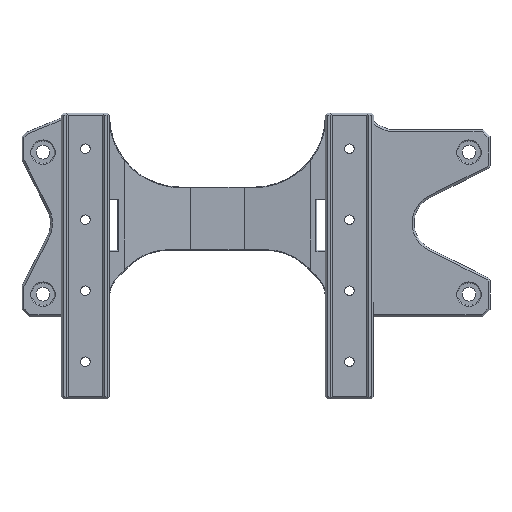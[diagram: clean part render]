
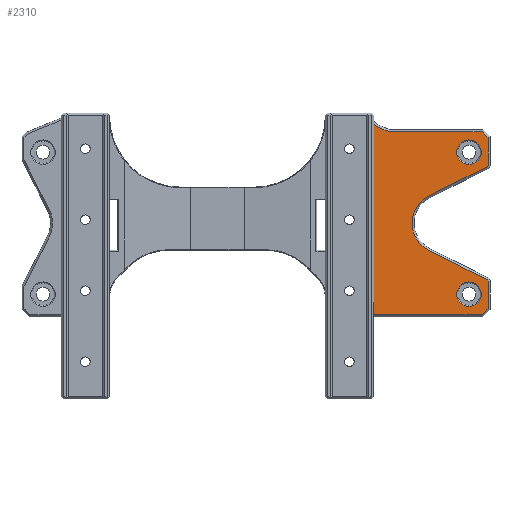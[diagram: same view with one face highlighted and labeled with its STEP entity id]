
A CAD part, top view. The second image highlights one B-rep face of the part: STEP entity #2310.
In plain terms, the highlighted planar face has unit normal (0, 0, 1).
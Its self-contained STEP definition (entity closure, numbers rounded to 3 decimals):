
#1835=CARTESIAN_POINT('',(365.8,353.724,11.386));
#1836=VERTEX_POINT('',#1835);
#1845=CARTESIAN_POINT('',(366.868,352.656,11.386));
#1846=VERTEX_POINT('',#1845);
#1847=CARTESIAN_POINT('',(366.868,352.656,11.386));
#1848=DIRECTION('',(-0.707,0.707,-0.));
#1849=VECTOR('',#1848,1.51);
#1850=LINE('',#1847,#1849);
#1851=EDGE_CURVE('',#1846,#1836,#1850,.T.);
#2159=CARTESIAN_POINT('',(459.1,320.864,11.386));
#2160=DIRECTION('',(0.,-0.,-1.));
#2161=DIRECTION('',(0.,1.,-0.));
#2162=AXIS2_PLACEMENT_3D('',#2159,#2160,#2161);
#2163=PLANE('',#2162);
#2164=CARTESIAN_POINT('',(385.249,309.054,11.386));
#2165=VERTEX_POINT('',#2164);
#2166=CARTESIAN_POINT('',(385.249,328.175,11.386));
#2167=VERTEX_POINT('',#2166);
#2168=CARTESIAN_POINT('',(390.053,318.614,11.386));
#2169=DIRECTION('',(0.,-0.,-1.));
#2170=DIRECTION('',(0.,1.,-0.));
#2171=AXIS2_PLACEMENT_3D('',#2168,#2169,#2170);
#2172=CIRCLE('',#2171,10.7);
#2173=EDGE_CURVE('',#2165,#2167,#2172,.T.);
#2174=ORIENTED_EDGE('',*,*,#2173,.T.);
#2175=CARTESIAN_POINT('',(405.779,338.491,11.386));
#2176=VERTEX_POINT('',#2175);
#2177=CARTESIAN_POINT('',(385.249,328.175,11.386));
#2178=DIRECTION('',(0.894,0.449,-0.));
#2179=VECTOR('',#2178,22.976);
#2180=LINE('',#2177,#2179);
#2181=EDGE_CURVE('',#2167,#2176,#2180,.T.);
#2182=ORIENTED_EDGE('',*,*,#2181,.T.);
#2183=CARTESIAN_POINT('',(406.1,339.013,11.386));
#2184=VERTEX_POINT('',#2183);
#2185=CARTESIAN_POINT('',(405.779,338.491,11.386));
#2186=DIRECTION('',(0.525,0.851,-0.));
#2187=VECTOR('',#2186,0.612);
#2188=LINE('',#2185,#2187);
#2189=EDGE_CURVE('',#2176,#2184,#2188,.T.);
#2190=ORIENTED_EDGE('',*,*,#2189,.T.);
#2191=CARTESIAN_POINT('',(406.1,348.724,11.386));
#2192=VERTEX_POINT('',#2191);
#2193=CARTESIAN_POINT('',(406.1,339.013,11.386));
#2194=DIRECTION('',(0.,1.,-0.));
#2195=VECTOR('',#2194,9.712);
#2196=LINE('',#2193,#2195);
#2197=EDGE_CURVE('',#2184,#2192,#2196,.T.);
#2198=ORIENTED_EDGE('',*,*,#2197,.T.);
#2199=CARTESIAN_POINT('',(404.01,350.814,11.386));
#2200=VERTEX_POINT('',#2199);
#2201=CARTESIAN_POINT('',(406.1,348.724,11.386));
#2202=DIRECTION('',(-0.707,0.707,-0.));
#2203=VECTOR('',#2202,2.956);
#2204=LINE('',#2201,#2203);
#2205=EDGE_CURVE('',#2192,#2200,#2204,.T.);
#2206=ORIENTED_EDGE('',*,*,#2205,.T.);
#2207=CARTESIAN_POINT('',(371.315,350.814,11.386));
#2208=VERTEX_POINT('',#2207);
#2209=CARTESIAN_POINT('',(404.01,350.814,11.386));
#2210=DIRECTION('',(-1.,0.,0.));
#2211=VECTOR('',#2210,32.695);
#2212=LINE('',#2209,#2211);
#2213=EDGE_CURVE('',#2200,#2208,#2212,.T.);
#2214=ORIENTED_EDGE('',*,*,#2213,.T.);
#2215=CARTESIAN_POINT('',(371.315,350.814,11.386));
#2216=DIRECTION('',(-0.924,0.383,-0.));
#2217=VECTOR('',#2216,4.814);
#2218=LINE('',#2215,#2217);
#2219=EDGE_CURVE('',#2208,#1846,#2218,.T.);
#2220=ORIENTED_EDGE('',*,*,#2219,.T.);
#2221=ORIENTED_EDGE('',*,*,#1851,.T.);
#2222=CARTESIAN_POINT('',(365.8,286.414,11.386));
#2223=VERTEX_POINT('',#2222);
#2224=CARTESIAN_POINT('',(365.8,353.724,11.386));
#2225=DIRECTION('',(0.,-1.,0.));
#2226=VECTOR('',#2225,67.31);
#2227=LINE('',#2224,#2226);
#2228=EDGE_CURVE('',#1836,#2223,#2227,.T.);
#2229=ORIENTED_EDGE('',*,*,#2228,.T.);
#2230=CARTESIAN_POINT('',(404.01,286.414,11.386));
#2231=VERTEX_POINT('',#2230);
#2232=CARTESIAN_POINT('',(365.8,286.414,11.386));
#2233=DIRECTION('',(1.,0.,-0.));
#2234=VECTOR('',#2233,38.21);
#2235=LINE('',#2232,#2234);
#2236=EDGE_CURVE('',#2223,#2231,#2235,.T.);
#2237=ORIENTED_EDGE('',*,*,#2236,.T.);
#2238=CARTESIAN_POINT('',(406.1,288.504,11.386));
#2239=VERTEX_POINT('',#2238);
#2240=CARTESIAN_POINT('',(404.01,286.414,11.386));
#2241=DIRECTION('',(0.707,0.707,-0.));
#2242=VECTOR('',#2241,2.956);
#2243=LINE('',#2240,#2242);
#2244=EDGE_CURVE('',#2231,#2239,#2243,.T.);
#2245=ORIENTED_EDGE('',*,*,#2244,.T.);
#2246=CARTESIAN_POINT('',(406.1,298.216,11.386));
#2247=VERTEX_POINT('',#2246);
#2248=CARTESIAN_POINT('',(406.1,288.504,11.386));
#2249=DIRECTION('',(0.,1.,-0.));
#2250=VECTOR('',#2249,9.712);
#2251=LINE('',#2248,#2250);
#2252=EDGE_CURVE('',#2239,#2247,#2251,.T.);
#2253=ORIENTED_EDGE('',*,*,#2252,.T.);
#2254=CARTESIAN_POINT('',(405.779,298.737,11.386));
#2255=VERTEX_POINT('',#2254);
#2256=CARTESIAN_POINT('',(406.1,298.216,11.386));
#2257=DIRECTION('',(-0.525,0.851,-0.));
#2258=VECTOR('',#2257,0.612);
#2259=LINE('',#2256,#2258);
#2260=EDGE_CURVE('',#2247,#2255,#2259,.T.);
#2261=ORIENTED_EDGE('',*,*,#2260,.T.);
#2262=CARTESIAN_POINT('',(405.779,298.737,11.386));
#2263=DIRECTION('',(-0.894,0.449,-0.));
#2264=VECTOR('',#2263,22.976);
#2265=LINE('',#2262,#2264);
#2266=EDGE_CURVE('',#2255,#2165,#2265,.T.);
#2267=ORIENTED_EDGE('',*,*,#2266,.T.);
#2268=EDGE_LOOP('',(#2174,#2182,#2190,#2198,#2206,#2214,#2220,#2221,#2229,#2237,#2245,#2253,#2261,#2267));
#2269=FACE_BOUND('',#2268,.T.);
#2270=CARTESIAN_POINT('',(399.4,347.914,11.386));
#2271=VERTEX_POINT('',#2270);
#2272=CARTESIAN_POINT('',(403.7,343.614,11.386));
#2273=VERTEX_POINT('',#2272);
#2274=CARTESIAN_POINT('',(399.4,343.614,11.386));
#2275=DIRECTION('',(0.,-0.,-1.));
#2276=DIRECTION('',(0.,1.,-0.));
#2277=AXIS2_PLACEMENT_3D('',#2274,#2275,#2276);
#2278=CIRCLE('',#2277,4.3);
#2279=EDGE_CURVE('',#2271,#2273,#2278,.T.);
#2280=ORIENTED_EDGE('',*,*,#2279,.T.);
#2281=CARTESIAN_POINT('',(399.4,343.614,11.386));
#2282=DIRECTION('',(0.,-0.,-1.));
#2283=DIRECTION('',(0.,1.,-0.));
#2284=AXIS2_PLACEMENT_3D('',#2281,#2282,#2283);
#2285=CIRCLE('',#2284,4.3);
#2286=EDGE_CURVE('',#2273,#2271,#2285,.T.);
#2287=ORIENTED_EDGE('',*,*,#2286,.T.);
#2288=EDGE_LOOP('',(#2280,#2287));
#2289=FACE_BOUND('',#2288,.T.);
#2290=CARTESIAN_POINT('',(399.4,297.914,11.386));
#2291=VERTEX_POINT('',#2290);
#2292=CARTESIAN_POINT('',(403.7,293.614,11.386));
#2293=VERTEX_POINT('',#2292);
#2294=CARTESIAN_POINT('',(399.4,293.614,11.386));
#2295=DIRECTION('',(0.,-0.,-1.));
#2296=DIRECTION('',(0.,1.,-0.));
#2297=AXIS2_PLACEMENT_3D('',#2294,#2295,#2296);
#2298=CIRCLE('',#2297,4.3);
#2299=EDGE_CURVE('',#2291,#2293,#2298,.T.);
#2300=ORIENTED_EDGE('',*,*,#2299,.T.);
#2301=CARTESIAN_POINT('',(399.4,293.614,11.386));
#2302=DIRECTION('',(0.,-0.,-1.));
#2303=DIRECTION('',(0.,1.,-0.));
#2304=AXIS2_PLACEMENT_3D('',#2301,#2302,#2303);
#2305=CIRCLE('',#2304,4.3);
#2306=EDGE_CURVE('',#2293,#2291,#2305,.T.);
#2307=ORIENTED_EDGE('',*,*,#2306,.T.);
#2308=EDGE_LOOP('',(#2300,#2307));
#2309=FACE_BOUND('',#2308,.T.);
#2310=ADVANCED_FACE('',(#2269,#2289,#2309),#2163,.F.);
